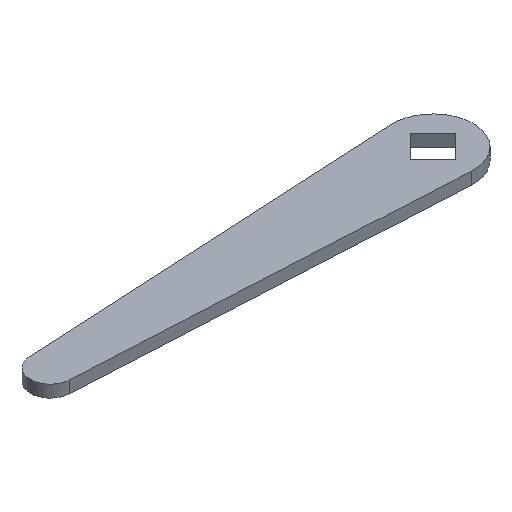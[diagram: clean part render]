
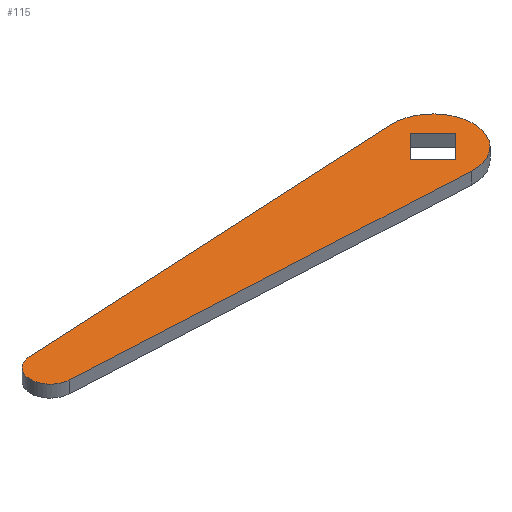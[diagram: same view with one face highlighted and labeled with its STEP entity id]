
A CAD part, isometric view. The second image highlights one B-rep face of the part: STEP entity #115.
In plain terms, the highlighted planar face has unit normal (0, 0, 1).
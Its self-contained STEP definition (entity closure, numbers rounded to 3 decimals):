
#28 = ORIENTED_EDGE ( 'NONE', *, *, #97, .T. ) ;
#29 = ORIENTED_EDGE ( 'NONE', *, *, #38, .T. ) ;
#30 = VERTEX_POINT ( 'NONE', #228 ) ;
#31 = ORIENTED_EDGE ( 'NONE', *, *, #32, .T. ) ;
#32 = EDGE_CURVE ( 'NONE', #30, #100, #236, .T. ) ;
#33 = EDGE_LOOP ( 'NONE', ( #34, #96, #91, #87 ) ) ;
#34 = ORIENTED_EDGE ( 'NONE', *, *, #35, .F. ) ;
#35 = EDGE_CURVE ( 'NONE', #36, #37, #232, .T. ) ;
#36 = VERTEX_POINT ( 'NONE', #203 ) ;
#37 = VERTEX_POINT ( 'NONE', #202 ) ;
#38 = EDGE_CURVE ( 'NONE', #94, #41, #201, .T. ) ;
#39 = ORIENTED_EDGE ( 'NONE', *, *, #40, .T. ) ;
#40 = EDGE_CURVE ( 'NONE', #41, #30, #211, .T. ) ;
#41 = VERTEX_POINT ( 'NONE', #206 ) ;
#87 = ORIENTED_EDGE ( 'NONE', *, *, #88, .F. ) ;
#88 = EDGE_CURVE ( 'NONE', #37, #89, #265, .T. ) ;
#89 = VERTEX_POINT ( 'NONE', #261 ) ;
#90 = EDGE_CURVE ( 'NONE', #89, #93, #259, .T. ) ;
#91 = ORIENTED_EDGE ( 'NONE', *, *, #90, .F. ) ;
#92 = EDGE_CURVE ( 'NONE', #93, #36, #303, .T. ) ;
#93 = VERTEX_POINT ( 'NONE', #302 ) ;
#94 = VERTEX_POINT ( 'NONE', #308 ) ;
#95 = VERTEX_POINT ( 'NONE', #307 ) ;
#96 = ORIENTED_EDGE ( 'NONE', *, *, #92, .F. ) ;
#97 = EDGE_CURVE ( 'NONE', #95, #94, #300, .T. ) ;
#100 = VERTEX_POINT ( 'NONE', #314 ) ;
#101 = ORIENTED_EDGE ( 'NONE', *, *, #103, .T. ) ;
#102 = EDGE_LOOP ( 'NONE', ( #101, #28, #29, #39, #31 ) ) ;
#103 = EDGE_CURVE ( 'NONE', #100, #95, #330, .T. ) ;
#115 = ADVANCED_FACE ( 'NONE', ( #335, #334 ), #321, .T. ) ;
#198 = DIRECTION ( 'NONE',  ( 0.999, -0.053, 0. ) ) ;
#199 = VECTOR ( 'NONE', #198, 1000. ) ;
#200 = CARTESIAN_POINT ( 'NONE',  ( -95.263, -4.993, 3. ) ) ;
#201 = LINE ( 'NONE', #200, #199 ) ;
#202 = CARTESIAN_POINT ( 'NONE',  ( 5.657, 0., 3. ) ) ;
#203 = CARTESIAN_POINT ( 'NONE',  ( 0., -5.657, 3. ) ) ;
#206 = CARTESIAN_POINT ( 'NONE',  ( -0.526, -9.986, 3. ) ) ;
#207 = DIRECTION ( 'NONE',  ( 1., 0., 0. ) ) ;
#208 = DIRECTION ( 'NONE',  ( 0., 0., 1. ) ) ;
#209 = CARTESIAN_POINT ( 'NONE',  ( 0., 0., 3. ) ) ;
#210 = AXIS2_PLACEMENT_3D ( 'NONE', #209, #208, #207 ) ;
#211 = CIRCLE ( 'NONE', #210, 10. ) ;
#228 = CARTESIAN_POINT ( 'NONE',  ( -0.526, 9.986, 3. ) ) ;
#229 = DIRECTION ( 'NONE',  ( 0.707, 0.707, 0. ) ) ;
#230 = VECTOR ( 'NONE', #229, 1000. ) ;
#231 = CARTESIAN_POINT ( 'NONE',  ( 0., -5.657, 3. ) ) ;
#232 = LINE ( 'NONE', #231, #230 ) ;
#233 = DIRECTION ( 'NONE',  ( -0.999, -0.053, 0. ) ) ;
#234 = VECTOR ( 'NONE', #233, 1000. ) ;
#235 = CARTESIAN_POINT ( 'NONE',  ( -95.263, 4.993, 3. ) ) ;
#236 = LINE ( 'NONE', #235, #234 ) ;
#256 = DIRECTION ( 'NONE',  ( -0.707, -0.707, 0. ) ) ;
#257 = VECTOR ( 'NONE', #256, 1000. ) ;
#258 = CARTESIAN_POINT ( 'NONE',  ( -5.657, 0., 3. ) ) ;
#259 = LINE ( 'NONE', #258, #257 ) ;
#261 = CARTESIAN_POINT ( 'NONE',  ( 0., 5.657, 3. ) ) ;
#262 = DIRECTION ( 'NONE',  ( -0.707, 0.707, 0. ) ) ;
#263 = VECTOR ( 'NONE', #262, 1000. ) ;
#264 = CARTESIAN_POINT ( 'NONE',  ( 0., 5.657, 3. ) ) ;
#265 = LINE ( 'NONE', #264, #263 ) ;
#297 = DIRECTION ( 'NONE',  ( 1., 0., 0. ) ) ;
#298 = DIRECTION ( 'NONE',  ( 0., 0., 1. ) ) ;
#299 = AXIS2_PLACEMENT_3D ( 'NONE', #304, #298, #297 ) ;
#300 = CIRCLE ( 'NONE', #299, 5. ) ;
#302 = CARTESIAN_POINT ( 'NONE',  ( -5.657, 0., 3. ) ) ;
#303 = LINE ( 'NONE', #309, #305 ) ;
#304 = CARTESIAN_POINT ( 'NONE',  ( -95., 0., 3. ) ) ;
#305 = VECTOR ( 'NONE', #306, 1000. ) ;
#306 = DIRECTION ( 'NONE',  ( 0.707, -0.707, 0. ) ) ;
#307 = CARTESIAN_POINT ( 'NONE',  ( -100., 0., 3. ) ) ;
#308 = CARTESIAN_POINT ( 'NONE',  ( -95.263, -4.993, 3. ) ) ;
#309 = CARTESIAN_POINT ( 'NONE',  ( -5.657, 0., 3. ) ) ;
#314 = CARTESIAN_POINT ( 'NONE',  ( -95.263, 4.993, 3. ) ) ;
#315 = CARTESIAN_POINT ( 'NONE',  ( -95., 0., 3. ) ) ;
#316 = DIRECTION ( 'NONE',  ( 1., 0., 0. ) ) ;
#317 = DIRECTION ( 'NONE',  ( 0., 0., 1. ) ) ;
#318 = CARTESIAN_POINT ( 'NONE',  ( -95., 0., 3. ) ) ;
#320 = AXIS2_PLACEMENT_3D ( 'NONE', #318, #317, #316 ) ;
#321 = PLANE ( 'NONE',  #320 ) ;
#330 = CIRCLE ( 'NONE', #354, 5. ) ;
#334 = FACE_BOUND ( 'NONE', #33, .T. ) ;
#335 = FACE_OUTER_BOUND ( 'NONE', #102, .T. ) ;
#339 = DIRECTION ( 'NONE',  ( 1., 0., 0. ) ) ;
#353 = DIRECTION ( 'NONE',  ( 0., 0., 1. ) ) ;
#354 = AXIS2_PLACEMENT_3D ( 'NONE', #315, #353, #339 ) ;
